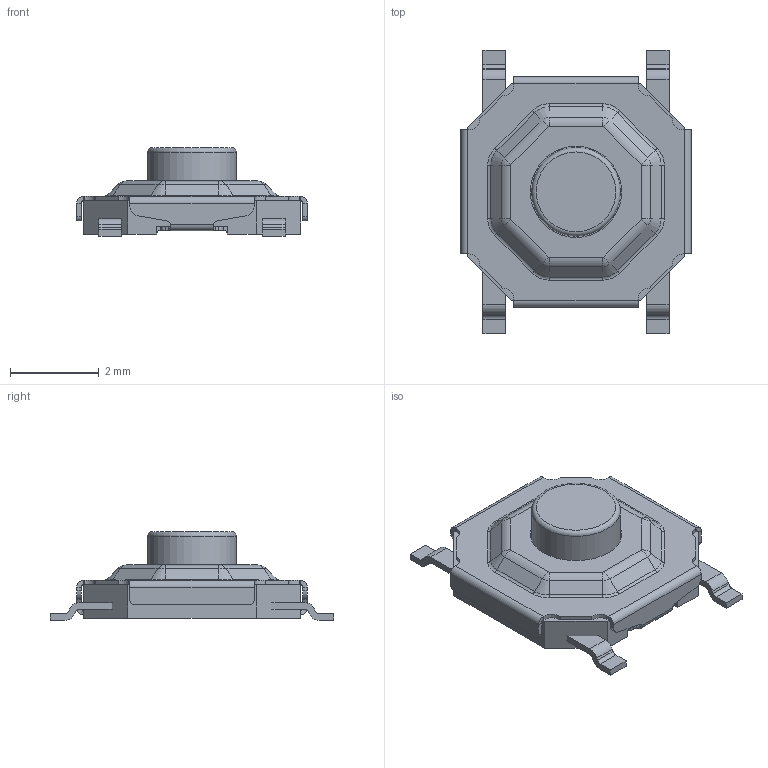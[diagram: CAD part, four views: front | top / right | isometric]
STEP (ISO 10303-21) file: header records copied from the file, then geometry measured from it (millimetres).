
FILE_DESCRIPTION(('STEP AP214'), '1');
FILE_NAME('tactile_switch_5.2x5.2', '2020-02-23T17:56:23', ('AF'), (''), 'UNSPECIFIED', 'UNSPECIFIED', '');
FILE_SCHEMA(('AUTOMOTIVE_DESIGN { 1 0 10303 214 3 1 1}'));
Length unit declared in the file: millimetre
Products named in the file (1): G
Bounding box: 5.2 x 6.4 x 2 mm (x, y, z)
Volume: 22.6 mm3; surface area: 141.7 mm2
Topology: 7 solids, 7 shells, 285 faces, 703 edges, 439 vertices
Faces by surface type: plane 137, cylinder 95, torus 33, cone 16, bspline 4
Full cylindrical faces by diameter (mm): 2 x1, 2.06 x1, 2.4 x1
Entity records: 10819 total; most frequent: CARTESIAN_POINT 1572, DIRECTION 1502, ORIENTED_EDGE 1366, EDGE_CURVE 683, AXIS2_PLACEMENT_3D 529, LINE 444, VECTOR 444, VERTEX_POINT 419
